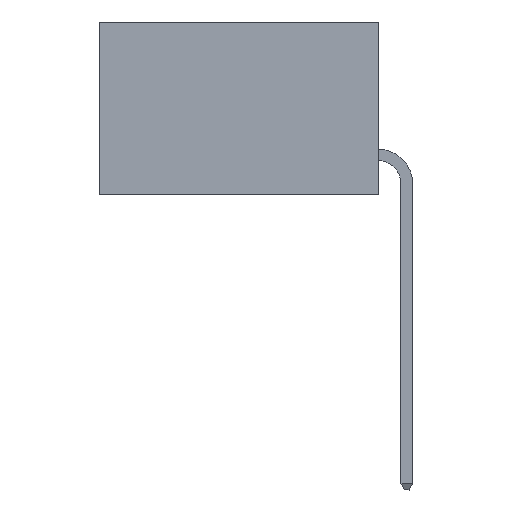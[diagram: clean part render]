
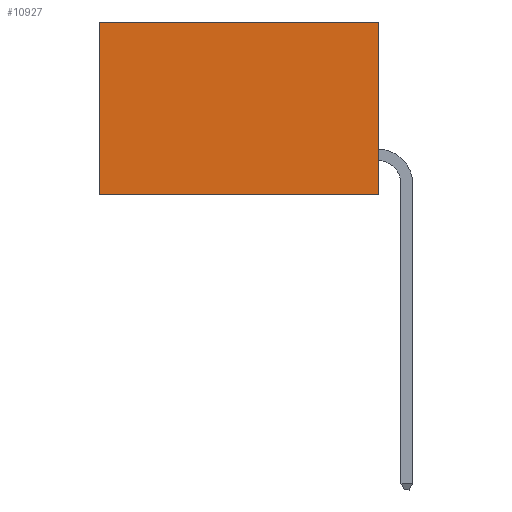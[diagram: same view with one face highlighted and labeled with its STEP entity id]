
A CAD part, left-side view. The second image highlights one B-rep face of the part: STEP entity #10927.
In plain terms, the highlighted planar face has unit normal (-1, 0, 0).
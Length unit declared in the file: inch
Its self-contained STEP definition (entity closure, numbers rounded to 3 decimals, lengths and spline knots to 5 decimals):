
#1113 = CARTESIAN_POINT ( 'NONE',  ( 0.298, 0., 0. ) ) ;
#1743 = FACE_OUTER_BOUND ( 'NONE', #8972, .T. ) ;
#1787 = VERTEX_POINT ( 'NONE', #14954 ) ;
#2515 = VECTOR ( 'NONE', #26048, 39.37008 ) ;
#2918 = DIRECTION ( 'NONE',  ( 0., 0., -1. ) ) ;
#3078 = CARTESIAN_POINT ( 'NONE',  ( 0.298, 0., -0.37 ) ) ;
#3673 = ORIENTED_EDGE ( 'NONE', *, *, #15363, .F. ) ;
#4553 = LINE ( 'NONE', #10349, #22298 ) ;
#5313 = VERTEX_POINT ( 'NONE', #21951 ) ;
#6252 = EDGE_CURVE ( 'NONE', #5313, #1787, #23469, .T. ) ;
#6966 = ORIENTED_EDGE ( 'NONE', *, *, #13411, .T. ) ;
#8009 = CARTESIAN_POINT ( 'NONE',  ( 0.298, 0., 0. ) ) ;
#8679 = CARTESIAN_POINT ( 'NONE',  ( 0.298, 0.6, 0. ) ) ;
#8972 = EDGE_LOOP ( 'NONE', ( #6966, #20235, #3673, #9834 ) ) ;
#9834 = ORIENTED_EDGE ( 'NONE', *, *, #11762, .T. ) ;
#10060 = DIRECTION ( 'NONE',  ( 0., 0., -1. ) ) ;
#10349 = CARTESIAN_POINT ( 'NONE',  ( 0.298, 0.6, 0. ) ) ;
#10927 = ADVANCED_FACE ( 'NONE', ( #1743 ), #25907, .F. ) ;
#11457 = AXIS2_PLACEMENT_3D ( 'NONE', #21498, #21683, #2918 ) ;
#11762 = EDGE_CURVE ( 'NONE', #19392, #19186, #17811, .T. ) ;
#13411 = EDGE_CURVE ( 'NONE', #19186, #1787, #4553, .T. ) ;
#14954 = CARTESIAN_POINT ( 'NONE',  ( 0.298, 0.6, -0.37 ) ) ;
#15363 = EDGE_CURVE ( 'NONE', #19392, #5313, #17673, .T. ) ;
#16507 = VECTOR ( 'NONE', #17058, 39.37008 ) ;
#17058 = DIRECTION ( 'NONE',  ( 0., 1., 0. ) ) ;
#17673 = LINE ( 'NONE', #1113, #2515 ) ;
#17811 = LINE ( 'NONE', #25336, #16507 ) ;
#17868 = VECTOR ( 'NONE', #19816, 39.37008 ) ;
#19186 = VERTEX_POINT ( 'NONE', #8679 ) ;
#19392 = VERTEX_POINT ( 'NONE', #8009 ) ;
#19816 = DIRECTION ( 'NONE',  ( 0., 1., 0. ) ) ;
#20235 = ORIENTED_EDGE ( 'NONE', *, *, #6252, .F. ) ;
#21498 = CARTESIAN_POINT ( 'NONE',  ( 0.298, 0., 0. ) ) ;
#21683 = DIRECTION ( 'NONE',  ( 1., 0., 0. ) ) ;
#21951 = CARTESIAN_POINT ( 'NONE',  ( 0.298, 0., -0.37 ) ) ;
#22298 = VECTOR ( 'NONE', #10060, 39.37008 ) ;
#23469 = LINE ( 'NONE', #3078, #17868 ) ;
#25336 = CARTESIAN_POINT ( 'NONE',  ( 0.298, 0., 0. ) ) ;
#25907 = PLANE ( 'NONE',  #11457 ) ;
#26048 = DIRECTION ( 'NONE',  ( 0., 0., -1. ) ) ;
